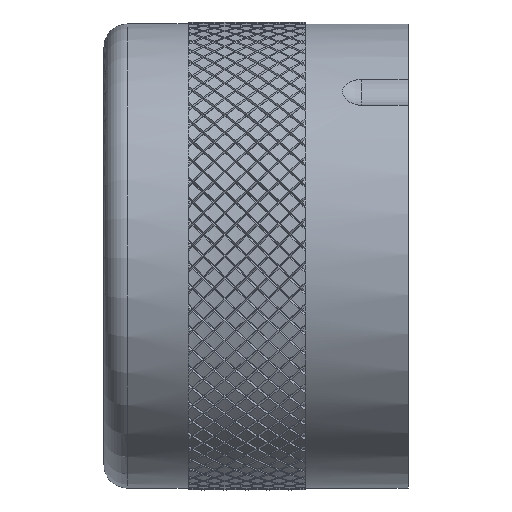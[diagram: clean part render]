
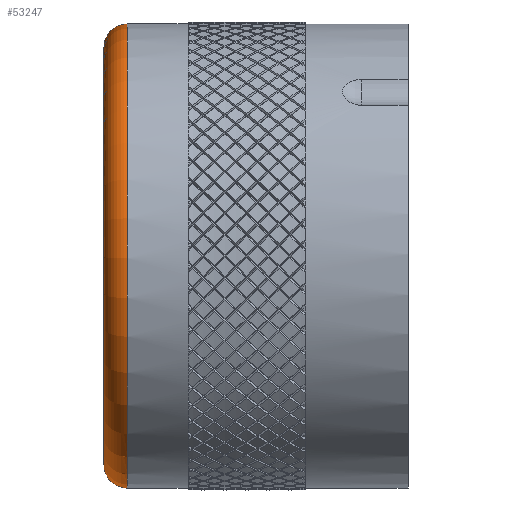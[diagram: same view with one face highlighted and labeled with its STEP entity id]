
A CAD part, left-side view. The second image highlights one B-rep face of the part: STEP entity #53247.
In plain terms, the highlighted toroidal (fillet/blend) face has major radius 11.328 mm and minor radius 1.27 mm.
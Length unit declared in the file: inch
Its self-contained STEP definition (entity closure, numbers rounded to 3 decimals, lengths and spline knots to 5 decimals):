
#15=TOROIDAL_SURFACE('',#57714,0.446,0.05);
#3482=FACE_OUTER_BOUND('',#7802,.T.);
#7802=EDGE_LOOP('',(#34921,#34922,#34923,#34924));
#12222=CIRCLE('',#57699,0.446);
#12228=CIRCLE('',#57715,0.496);
#12676=B_SPLINE_CURVE_WITH_KNOTS('',3,(#66131,#66132,#66133,#66134,#66135,
#66136,#66137,#66138,#66139,#66140,#66141,#66142),.UNSPECIFIED.,.F.,.F.,
(4,2,2,2,2,4),(-0.2048,-0.19772,-0.1477,
-0.09883,-0.04948,0.),.UNSPECIFIED.);
#12677=B_SPLINE_CURVE_WITH_KNOTS('',3,(#66144,#66145,#66146,#66147,#66148,
#66149,#66150,#66151,#66152,#66153,#66154,#66155),.UNSPECIFIED.,.F.,.F.,
(4,2,2,2,2,4),(-0.39536,-0.35892,-0.32243,
-0.27952,-0.23423,-0.21256),.UNSPECIFIED.);
#21216=VERTEX_POINT('',#66087);
#21217=VERTEX_POINT('',#66088);
#21227=VERTEX_POINT('',#66129);
#21228=VERTEX_POINT('',#66143);
#25812=EDGE_CURVE('',#21216,#21217,#12222,.T.);
#25822=EDGE_CURVE('',#21217,#21227,#12676,.T.);
#25823=EDGE_CURVE('',#21228,#21216,#12677,.T.);
#25928=EDGE_CURVE('',#21227,#21228,#12228,.T.);
#34921=ORIENTED_EDGE('',*,*,#25823,.T.);
#34922=ORIENTED_EDGE('',*,*,#25812,.T.);
#34923=ORIENTED_EDGE('',*,*,#25822,.T.);
#34924=ORIENTED_EDGE('',*,*,#25928,.T.);
#53247=ADVANCED_FACE('',(#3482),#15,.T.);
#57699=AXIS2_PLACEMENT_3D('',#66090,#59602,#59603);
#57714=AXIS2_PLACEMENT_3D('',#67215,#59638,#59639);
#57715=AXIS2_PLACEMENT_3D('',#67216,#59640,#59641);
#59602=DIRECTION('center_axis',(0.,-1.,0.));
#59603=DIRECTION('ref_axis',(1.,0.,0.));
#59638=DIRECTION('center_axis',(0.,1.,0.));
#59639=DIRECTION('ref_axis',(-0.707,0.,-0.707));
#59640=DIRECTION('center_axis',(0.,1.,0.));
#59641=DIRECTION('ref_axis',(1.,0.,0.));
#66087=CARTESIAN_POINT('',(0.21989,0.65,0.38803));
#66088=CARTESIAN_POINT('',(0.38803,0.65,0.21989));
#66090=CARTESIAN_POINT('Origin',(0.,0.65,0.));
#66129=CARTESIAN_POINT('',(0.43816,0.6,0.23245));
#66131=CARTESIAN_POINT('Ctrl Pts',(0.38803,0.65,0.21989));
#66132=CARTESIAN_POINT('Ctrl Pts',(0.38895,0.65,0.21996));
#66133=CARTESIAN_POINT('Ctrl Pts',(0.38988,0.64998,
0.22005));
#66134=CARTESIAN_POINT('Ctrl Pts',(0.39735,0.64963,
0.22078));
#66135=CARTESIAN_POINT('Ctrl Pts',(0.4037,0.64823,
0.22182));
#66136=CARTESIAN_POINT('Ctrl Pts',(0.41535,0.6431,
0.22441));
#66137=CARTESIAN_POINT('Ctrl Pts',(0.42047,0.6395,
0.2259));
#66138=CARTESIAN_POINT('Ctrl Pts',(0.42908,0.63035,0.22875));
#66139=CARTESIAN_POINT('Ctrl Pts',(0.43244,0.62492,
0.23006));
#66140=CARTESIAN_POINT('Ctrl Pts',(0.437,0.61293,
0.23193));
#66141=CARTESIAN_POINT('Ctrl Pts',(0.43816,0.60649,
0.23245));
#66142=CARTESIAN_POINT('Ctrl Pts',(0.43816,0.6,0.23245));
#66143=CARTESIAN_POINT('',(0.23245,0.6,0.43816));
#66144=CARTESIAN_POINT('Ctrl Pts',(0.23245,0.6,0.43816));
#66145=CARTESIAN_POINT('Ctrl Pts',(0.23245,0.60535,
0.43816));
#66146=CARTESIAN_POINT('Ctrl Pts',(0.2321,0.61067,
0.43737));
#66147=CARTESIAN_POINT('Ctrl Pts',(0.23079,0.62084,0.43424));
#66148=CARTESIAN_POINT('Ctrl Pts',(0.22985,0.62561,
0.43192));
#66149=CARTESIAN_POINT('Ctrl Pts',(0.22746,0.63493,
0.42532));
#66150=CARTESIAN_POINT('Ctrl Pts',(0.22598,0.63917,0.42085));
#66151=CARTESIAN_POINT('Ctrl Pts',(0.22315,0.64589,0.41013));
#66152=CARTESIAN_POINT('Ctrl Pts',(0.22185,0.64814,
0.40398));
#66153=CARTESIAN_POINT('Ctrl Pts',(0.22049,0.64975,
0.39435));
#66154=CARTESIAN_POINT('Ctrl Pts',(0.22014,0.65,0.39119));
#66155=CARTESIAN_POINT('Ctrl Pts',(0.21989,0.65,0.38803));
#67215=CARTESIAN_POINT('Origin',(0.,0.6,0.));
#67216=CARTESIAN_POINT('Origin',(0.,0.6,0.));
